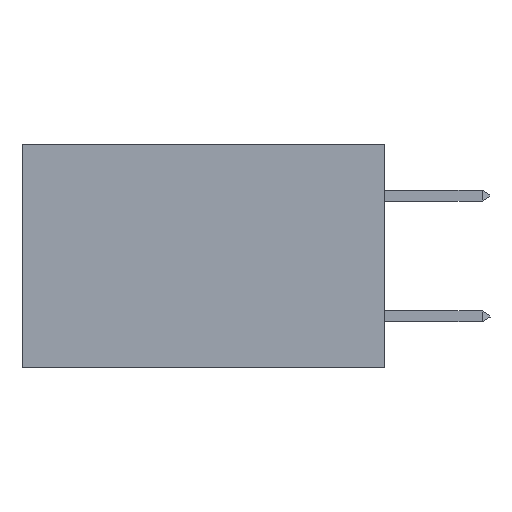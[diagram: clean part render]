
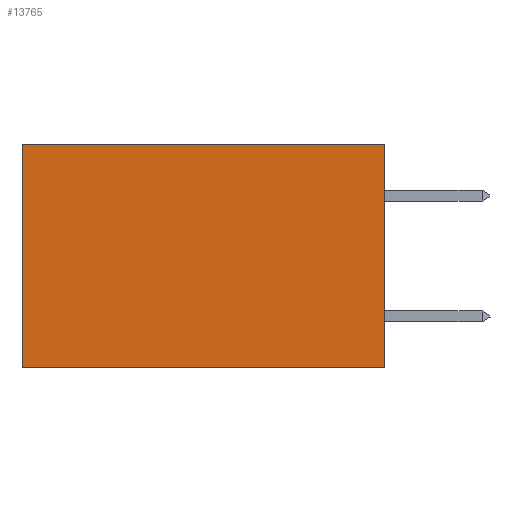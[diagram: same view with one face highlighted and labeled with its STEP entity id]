
A CAD part, left-side view. The second image highlights one B-rep face of the part: STEP entity #13765.
In plain terms, the highlighted planar face has unit normal (-1, 0, 0).
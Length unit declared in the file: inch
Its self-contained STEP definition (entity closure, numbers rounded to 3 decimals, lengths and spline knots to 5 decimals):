
#833 = EDGE_LOOP ( 'NONE', ( #12886, #15997, #18212, #17649 ) ) ;
#1852 = CARTESIAN_POINT ( 'NONE',  ( 0.2875, 0., 0. ) ) ;
#2643 = CARTESIAN_POINT ( 'NONE',  ( 0.2875, 0.6, 0. ) ) ;
#3015 = CARTESIAN_POINT ( 'NONE',  ( 0.2875, 0.6, 0. ) ) ;
#3124 = VECTOR ( 'NONE', #19218, 39.37008 ) ;
#3244 = EDGE_CURVE ( 'NONE', #22863, #15993, #10785, .T. ) ;
#3628 = EDGE_CURVE ( 'NONE', #9686, #11317, #15854, .T. ) ;
#3722 = AXIS2_PLACEMENT_3D ( 'NONE', #12633, #10334, #18513 ) ;
#4225 = CARTESIAN_POINT ( 'NONE',  ( 0.2875, 0.6, -0.37 ) ) ;
#4855 = CARTESIAN_POINT ( 'NONE',  ( 0.2875, 0., 0. ) ) ;
#5078 = VECTOR ( 'NONE', #9518, 39.37008 ) ;
#6076 = VECTOR ( 'NONE', #18904, 39.37008 ) ;
#6919 = FACE_OUTER_BOUND ( 'NONE', #833, .T. ) ;
#9518 = DIRECTION ( 'NONE',  ( 0., 0., -1. ) ) ;
#9545 = LINE ( 'NONE', #19160, #6076 ) ;
#9686 = VERTEX_POINT ( 'NONE', #3015 ) ;
#9923 = DIRECTION ( 'NONE',  ( 0., 0., -1. ) ) ;
#10334 = DIRECTION ( 'NONE',  ( 1., 0., 0. ) ) ;
#10785 = LINE ( 'NONE', #1852, #21595 ) ;
#11317 = VERTEX_POINT ( 'NONE', #4225 ) ;
#12633 = CARTESIAN_POINT ( 'NONE',  ( 0.2875, 0., 0. ) ) ;
#12886 = ORIENTED_EDGE ( 'NONE', *, *, #3628, .T. ) ;
#13271 = LINE ( 'NONE', #13273, #3124 ) ;
#13273 = CARTESIAN_POINT ( 'NONE',  ( 0.2875, 0., 0. ) ) ;
#13483 = EDGE_CURVE ( 'NONE', #22863, #9686, #13271, .T. ) ;
#13765 = ADVANCED_FACE ( 'NONE', ( #6919 ), #24735, .F. ) ;
#15446 = CARTESIAN_POINT ( 'NONE',  ( 0.2875, 0., -0.37 ) ) ;
#15854 = LINE ( 'NONE', #2643, #5078 ) ;
#15993 = VERTEX_POINT ( 'NONE', #15446 ) ;
#15997 = ORIENTED_EDGE ( 'NONE', *, *, #25899, .F. ) ;
#17649 = ORIENTED_EDGE ( 'NONE', *, *, #13483, .T. ) ;
#18212 = ORIENTED_EDGE ( 'NONE', *, *, #3244, .F. ) ;
#18513 = DIRECTION ( 'NONE',  ( 0., 0., -1. ) ) ;
#18904 = DIRECTION ( 'NONE',  ( 0., 1., 0. ) ) ;
#19160 = CARTESIAN_POINT ( 'NONE',  ( 0.2875, 0., -0.37 ) ) ;
#19218 = DIRECTION ( 'NONE',  ( 0., 1., 0. ) ) ;
#21595 = VECTOR ( 'NONE', #9923, 39.37008 ) ;
#22863 = VERTEX_POINT ( 'NONE', #4855 ) ;
#24735 = PLANE ( 'NONE',  #3722 ) ;
#25899 = EDGE_CURVE ( 'NONE', #15993, #11317, #9545, .T. ) ;
